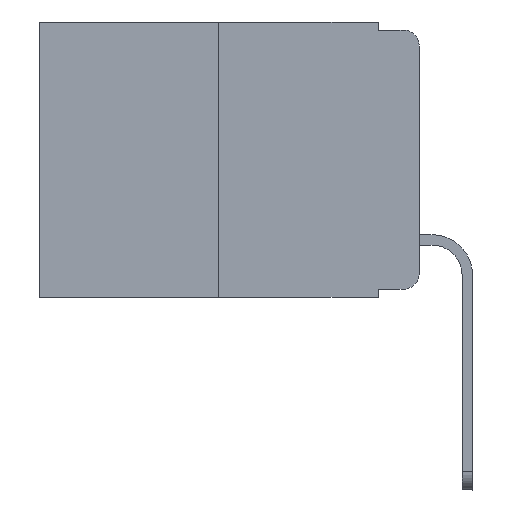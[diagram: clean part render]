
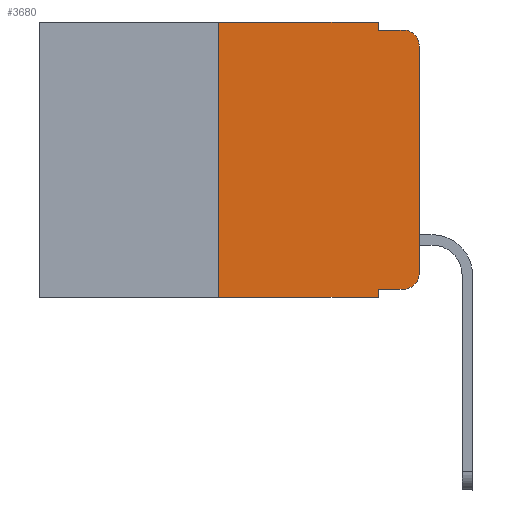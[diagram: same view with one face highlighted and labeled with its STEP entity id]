
A CAD part, left-side view. The second image highlights one B-rep face of the part: STEP entity #3680.
In plain terms, the highlighted planar face has unit normal (-1, 0, 0).
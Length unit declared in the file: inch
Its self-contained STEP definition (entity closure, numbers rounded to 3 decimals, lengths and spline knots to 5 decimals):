
#15 = CARTESIAN_POINT ( 'NONE',  ( 0., 0.051, -0.01 ) ) ;
#526 = ORIENTED_EDGE ( 'NONE', *, *, #13486, .T. ) ;
#710 = EDGE_CURVE ( 'NONE', #16931, #16476, #17824, .T. ) ;
#1005 = CARTESIAN_POINT ( 'NONE',  ( 0., 0.051, -0.333 ) ) ;
#1213 = DIRECTION ( 'NONE',  ( 0., 0., 1. ) ) ;
#1519 = EDGE_CURVE ( 'NONE', #10266, #16587, #10337, .T. ) ;
#1756 = EDGE_CURVE ( 'NONE', #21828, #5226, #17147, .T. ) ;
#1786 = FACE_OUTER_BOUND ( 'NONE', #17709, .T. ) ;
#1860 = LINE ( 'NONE', #15, #9246 ) ;
#2256 = VERTEX_POINT ( 'NONE', #19168 ) ;
#2481 = CARTESIAN_POINT ( 'NONE',  ( 0., 0.02, -0.03 ) ) ;
#2745 = DIRECTION ( 'NONE',  ( 0., -1., 0. ) ) ;
#2883 = VECTOR ( 'NONE', #1213, 39.37008 ) ;
#3195 = CARTESIAN_POINT ( 'NONE',  ( 0., 0.473, -0.343 ) ) ;
#3205 = ORIENTED_EDGE ( 'NONE', *, *, #9865, .T. ) ;
#3227 = EDGE_CURVE ( 'NONE', #16476, #10479, #8953, .T. ) ;
#3680 = ADVANCED_FACE ( 'NONE', ( #1786 ), #5300, .F. ) ;
#4053 = ORIENTED_EDGE ( 'NONE', *, *, #3227, .F. ) ;
#4253 = DIRECTION ( 'NONE',  ( 0., 0., -1. ) ) ;
#4854 = ORIENTED_EDGE ( 'NONE', *, *, #6889, .F. ) ;
#5226 = VERTEX_POINT ( 'NONE', #7015 ) ;
#5300 = PLANE ( 'NONE',  #6419 ) ;
#6419 = AXIS2_PLACEMENT_3D ( 'NONE', #23464, #23589, #6750 ) ;
#6469 = VERTEX_POINT ( 'NONE', #9888 ) ;
#6750 = DIRECTION ( 'NONE',  ( 0., 0., -1. ) ) ;
#6766 = DIRECTION ( 'NONE',  ( -1., 0., 0. ) ) ;
#6850 = DIRECTION ( 'NONE',  ( 0., 0., 1. ) ) ;
#6889 = EDGE_CURVE ( 'NONE', #10479, #2256, #1860, .T. ) ;
#7015 = CARTESIAN_POINT ( 'NONE',  ( 0., 0.051, -0.343 ) ) ;
#7025 = AXIS2_PLACEMENT_3D ( 'NONE', #2481, #8272, #11942 ) ;
#8129 = CARTESIAN_POINT ( 'NONE',  ( 0., 0., 0. ) ) ;
#8272 = DIRECTION ( 'NONE',  ( -1., 0., 0. ) ) ;
#8403 = LINE ( 'NONE', #1005, #23876 ) ;
#8798 = CARTESIAN_POINT ( 'NONE',  ( 0., 0., -0.313 ) ) ;
#8855 = ORIENTED_EDGE ( 'NONE', *, *, #1519, .T. ) ;
#8953 = LINE ( 'NONE', #16652, #21722 ) ;
#9066 = DIRECTION ( 'NONE',  ( 0., 0., -1. ) ) ;
#9246 = VECTOR ( 'NONE', #14852, 39.37008 ) ;
#9338 = CARTESIAN_POINT ( 'NONE',  ( 0., 0.051, 0. ) ) ;
#9865 = EDGE_CURVE ( 'NONE', #6469, #10266, #15985, .T. ) ;
#9888 = CARTESIAN_POINT ( 'NONE',  ( 0., 0.02, -0.333 ) ) ;
#10243 = EDGE_CURVE ( 'NONE', #11024, #16931, #23317, .T. ) ;
#10266 = VERTEX_POINT ( 'NONE', #8798 ) ;
#10337 = LINE ( 'NONE', #8129, #2883 ) ;
#10479 = VERTEX_POINT ( 'NONE', #22430 ) ;
#10529 = CIRCLE ( 'NONE', #7025, 0.02 ) ;
#10609 = DIRECTION ( 'NONE',  ( 0., -1., 0. ) ) ;
#10709 = VECTOR ( 'NONE', #10609, 39.37008 ) ;
#10816 = ORIENTED_EDGE ( 'NONE', *, *, #710, .F. ) ;
#11009 = CARTESIAN_POINT ( 'NONE',  ( 0., 0.25, 0. ) ) ;
#11024 = VERTEX_POINT ( 'NONE', #17612 ) ;
#11123 = ORIENTED_EDGE ( 'NONE', *, *, #17224, .T. ) ;
#11942 = DIRECTION ( 'NONE',  ( 0., 0., -1. ) ) ;
#12577 = CARTESIAN_POINT ( 'NONE',  ( 0., 0.25, 0. ) ) ;
#13348 = CARTESIAN_POINT ( 'NONE',  ( 0., 0., -0.03 ) ) ;
#13486 = EDGE_CURVE ( 'NONE', #21828, #6469, #8403, .T. ) ;
#14852 = DIRECTION ( 'NONE',  ( 0., -1., 0. ) ) ;
#14878 = ORIENTED_EDGE ( 'NONE', *, *, #10243, .F. ) ;
#15371 = ORIENTED_EDGE ( 'NONE', *, *, #1756, .F. ) ;
#15834 = ORIENTED_EDGE ( 'NONE', *, *, #20028, .T. ) ;
#15985 = CIRCLE ( 'NONE', #17158, 0.02 ) ;
#16374 = VECTOR ( 'NONE', #6850, 39.37008 ) ;
#16476 = VERTEX_POINT ( 'NONE', #21929 ) ;
#16587 = VERTEX_POINT ( 'NONE', #13348 ) ;
#16652 = CARTESIAN_POINT ( 'NONE',  ( 0., 0.051, 0. ) ) ;
#16931 = VERTEX_POINT ( 'NONE', #11009 ) ;
#17147 = LINE ( 'NONE', #9338, #18455 ) ;
#17158 = AXIS2_PLACEMENT_3D ( 'NONE', #23600, #6766, #9066 ) ;
#17224 = EDGE_CURVE ( 'NONE', #11024, #5226, #20006, .T. ) ;
#17612 = CARTESIAN_POINT ( 'NONE',  ( 0., 0.25, -0.343 ) ) ;
#17709 = EDGE_LOOP ( 'NONE', ( #8855, #15834, #4854, #4053, #10816, #14878, #11123, #15371, #526, #3205 ) ) ;
#17824 = LINE ( 'NONE', #23455, #19961 ) ;
#18455 = VECTOR ( 'NONE', #4253, 39.37008 ) ;
#19168 = CARTESIAN_POINT ( 'NONE',  ( 0., 0.02, -0.01 ) ) ;
#19502 = DIRECTION ( 'NONE',  ( 0., -1., 0. ) ) ;
#19935 = DIRECTION ( 'NONE',  ( 0., 0., -1. ) ) ;
#19961 = VECTOR ( 'NONE', #2745, 39.37008 ) ;
#20006 = LINE ( 'NONE', #3195, #10709 ) ;
#20028 = EDGE_CURVE ( 'NONE', #16587, #2256, #10529, .T. ) ;
#20150 = CARTESIAN_POINT ( 'NONE',  ( 0., 0.051, -0.333 ) ) ;
#21722 = VECTOR ( 'NONE', #19935, 39.37008 ) ;
#21828 = VERTEX_POINT ( 'NONE', #20150 ) ;
#21929 = CARTESIAN_POINT ( 'NONE',  ( 0., 0.051, 0. ) ) ;
#22430 = CARTESIAN_POINT ( 'NONE',  ( 0., 0.051, -0.01 ) ) ;
#23317 = LINE ( 'NONE', #12577, #16374 ) ;
#23455 = CARTESIAN_POINT ( 'NONE',  ( 0., 0.473, 0. ) ) ;
#23464 = CARTESIAN_POINT ( 'NONE',  ( 0., 0.473, 0. ) ) ;
#23589 = DIRECTION ( 'NONE',  ( 1., 0., 0. ) ) ;
#23600 = CARTESIAN_POINT ( 'NONE',  ( 0., 0.02, -0.313 ) ) ;
#23876 = VECTOR ( 'NONE', #19502, 39.37008 ) ;
